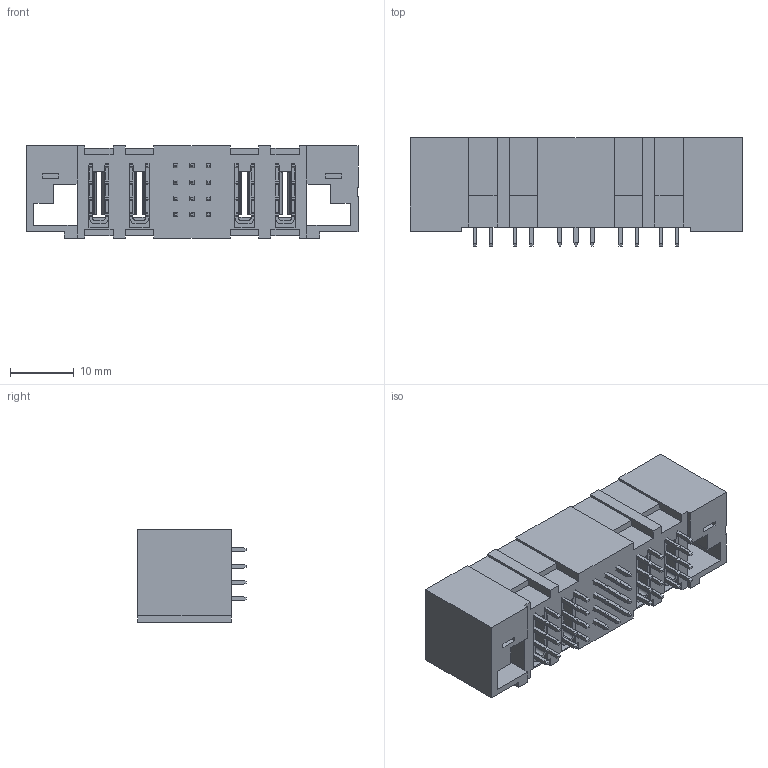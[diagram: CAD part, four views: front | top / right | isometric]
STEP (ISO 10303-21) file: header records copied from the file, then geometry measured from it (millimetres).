
FILE_DESCRIPTION( ( 'STEP AP214' ), '1' );
FILE_NAME( 'PETC-02-12-02-01-S-VT.stp', '2022-01-25T15:51:48', ( 'License CC BY-ND 4.0' ), ( 'CADENAS' ), ' ', 'PARTsolutions', ' ' );
FILE_SCHEMA( ( 'AUTOMOTIVE_DESIGN { 1 0 10303 214 1 1 1 1 }' ) );
Length unit declared in the file: millimetre
Products named in the file (4): PETC-02-12-02-01-S-VT; _PETC-02-12-02-VT_ter; _PETC-02-12-02-VT_pp; _PETC-02-12-02-01-S-VT_SP
Assembly tree (3 placements, depth 2):
  PETC-02-12-02-01-S-VT
    _PETC-02-12-02-VT_ter
    _PETC-02-12-02-VT_pp
    _PETC-02-12-02-01-S-VT_SP
Bounding box: 52.07 x 16.97 x 14.5 mm (x, y, z)
Volume: 4946.9 mm3; surface area: 8297.2 mm2
Topology: 3 solids, 3 shells, 795 faces, 2228 edges, 1452 vertices
Faces by surface type: plane 739, cylinder 56
Entity records: 31468 total; most frequent: CARTESIAN_POINT 4479, ORIENTED_EDGE 4456, DIRECTION 3938, EDGE_CURVE 2228, LINE 2116, VECTOR 2116, VERTEX_POINT 1452, AXIS2_PLACEMENT_3D 911
